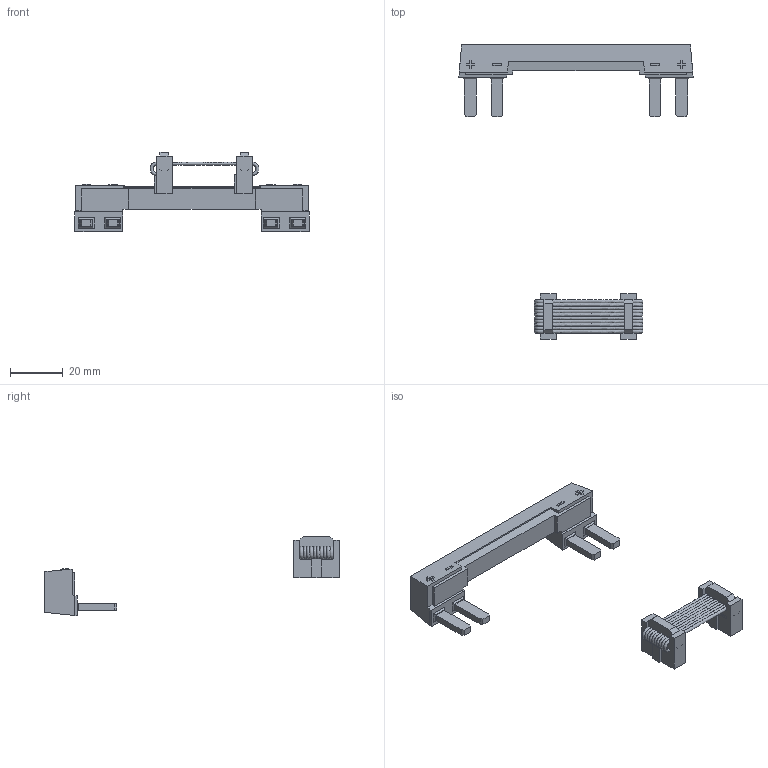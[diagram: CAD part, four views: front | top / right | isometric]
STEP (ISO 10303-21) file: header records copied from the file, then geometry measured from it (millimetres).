
FILE_DESCRIPTION(/* description */ (''),/* implementation_level */ '2;1');
FILE_NAME(/* name */ '6EP4990-8KK20-0XU0_3d.stp',/* time_stamp */ '2025-01-30T10:06:02+02:00',/* author */ (''),/* organization */ (''),/* preprocessor_version */ 'ST-DEVELOPER v18.102',/* originating_system */ 'SIEMENS PLM Software NX 2023',/* authorisation */ '');
FILE_SCHEMA (('AUTOMOTIVE_DESIGN { 1 0 10303 214 3 1 1 1 }'));
Products named in the file (1): A5E53475700T_RS-AA_001_2-6EP4990-8KK20-0XU0-low
Bounding box: 89.16 x 112.13 x 30.23 mm (x, y, z)
Volume: 14647.6 mm3; surface area: 18038.2 mm2
Topology: 35 solids, 35 shells, 1391 faces, 3750 edges, 2446 vertices
Faces by surface type: plane 1100, cylinder 249, bspline 26, extrusion 16
Entity records: 66022 total; most frequent: CARTESIAN_POINT 21940, ORIENTED_EDGE 7472, DIRECTION 6856, EDGE_CURVE 3736, VECTOR 3134, LINE 3118, VERTEX_POINT 2446, AXIS2_PLACEMENT_3D 1861
